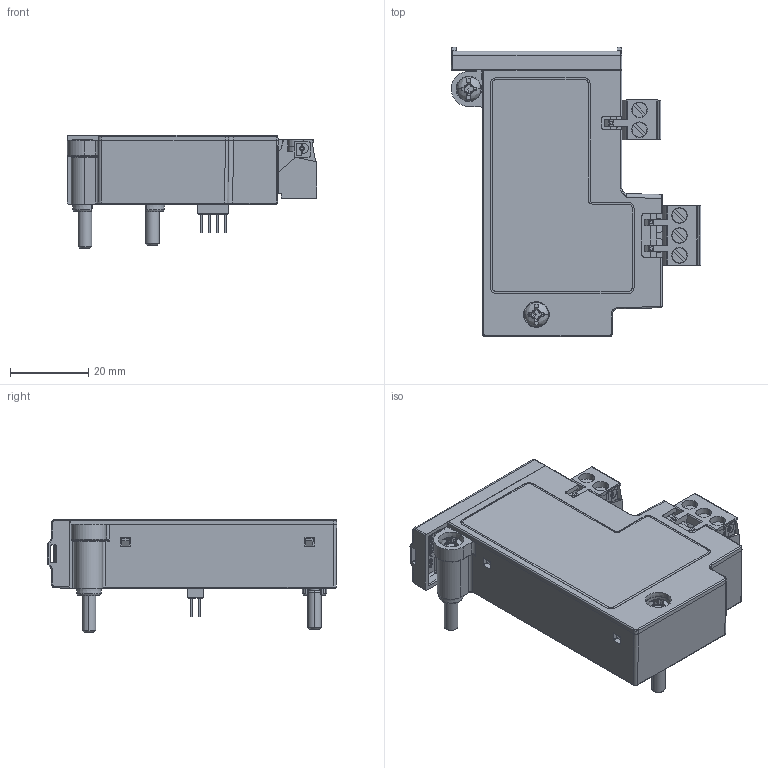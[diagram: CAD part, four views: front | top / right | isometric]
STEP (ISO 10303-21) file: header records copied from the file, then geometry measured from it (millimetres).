
FILE_DESCRIPTION((''),'2;1');
FILE_NAME('10000027069_SW0001','2015-10-15T',('GLLehman'),('Rockwell Automation'),'PRO/ENGINEER BY PARAMETRIC TECHNOLOGY CORPORATION, 2012480','PRO/ENGINEER BY PARAMETRIC TECHNOLOGY CORPORATION, 2012480','');
FILE_SCHEMA(('CONFIG_CONTROL_DESIGN'));
Products named in the file (1): 10000027069_SW0001
Bounding box: 63.8 x 74 x 29.03 mm (x, y, z)
Surface area: 35020.1 mm2 (no closed solid volume)
Topology: 0 solids, 127 shells, 1642 faces, 7359 edges, 5705 vertices
Faces by surface type: plane 1132, cylinder 339, bspline 77, torus 35, sphere 33, cone 26
Entity records: 79044 total; most frequent: CARTESIAN_POINT 22073, DIRECTION 10775, ORIENTED_EDGE 10554, EDGE_CURVE 7336, VERTEX_POINT 5705, VECTOR 5515, LINE 5515, AXIS2_PLACEMENT_3D 2630
